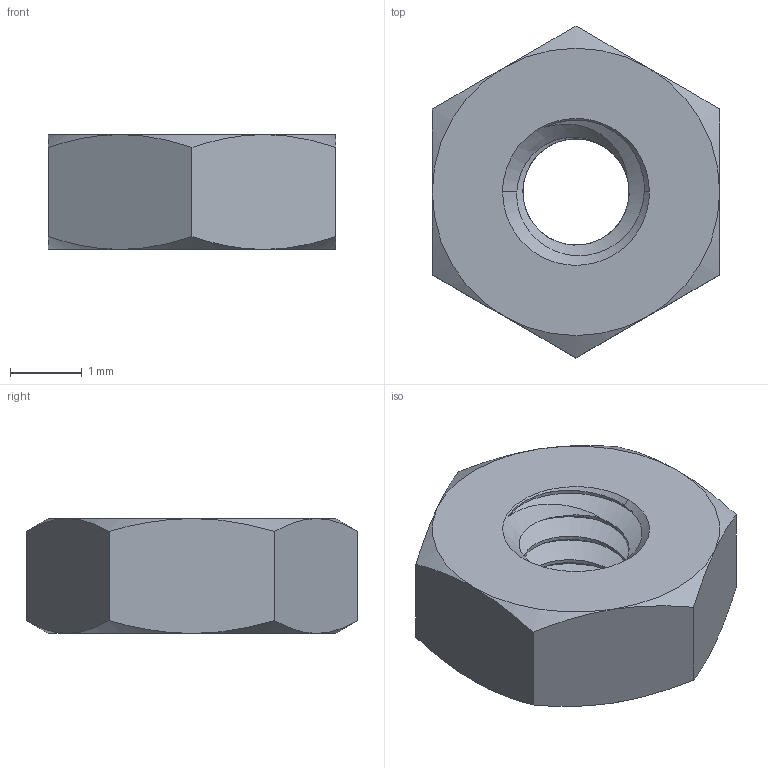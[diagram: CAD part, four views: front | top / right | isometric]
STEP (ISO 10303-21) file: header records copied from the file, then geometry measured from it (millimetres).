
FILE_DESCRIPTION (( 'STEP AP203' ), '1' );
FILE_NAME ('90591A265_Zinc-Plated Steel Hex Nut.STEP', '2021-09-15T01:02:06', ( 'Administrator' ), ( 'Managed by Terraform' ), 'SwSTEP 2.0', 'SolidWorks 2017', '' );
FILE_SCHEMA (( 'CONFIG_CONTROL_DESIGN' ));
Length unit declared in the file: inch
Products named in the file (1): 90591A265_Zinc-Plated Steel Hex Nut
Bounding box: 4 x 4.62 x 1.6 mm (x, y, z)
Volume: 18 mm3; surface area: 57.1 mm2
Topology: 1 solids, 1 shells, 37 faces, 96 edges, 61 vertices
Faces by surface type: cone 17, cylinder 9, plane 8, bspline 3
Entity records: 1843 total; most frequent: CARTESIAN_POINT 995, ORIENTED_EDGE 192, DIRECTION 121, EDGE_CURVE 96, VERTEX_POINT 61, AXIS2_PLACEMENT_3D 51, B_SPLINE_CURVE_WITH_KNOTS 41, EDGE_LOOP 39
